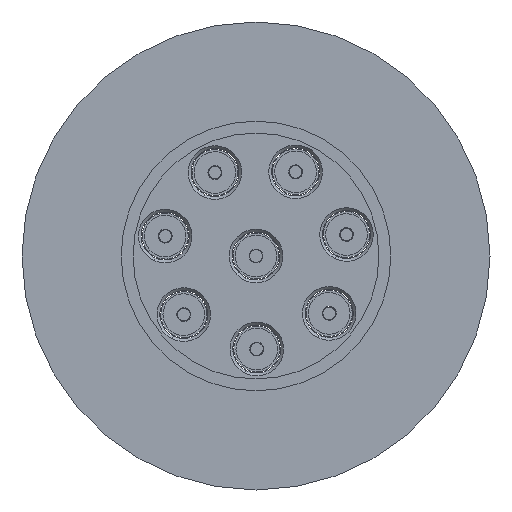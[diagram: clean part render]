
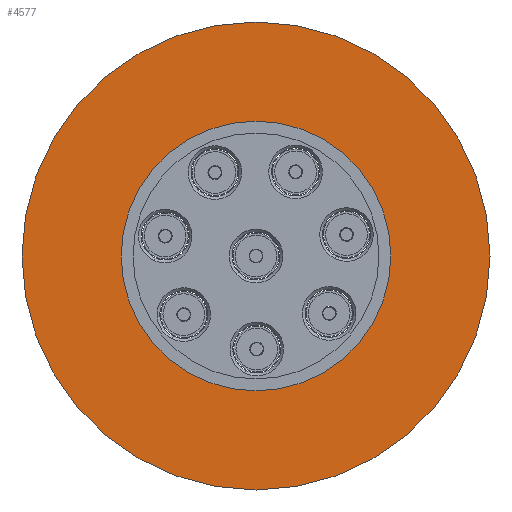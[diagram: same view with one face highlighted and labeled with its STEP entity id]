
A CAD part, front view. The second image highlights one B-rep face of the part: STEP entity #4577.
In plain terms, the highlighted planar face has unit normal (0, -1, 0).
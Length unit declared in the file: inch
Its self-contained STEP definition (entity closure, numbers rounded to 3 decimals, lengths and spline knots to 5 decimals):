
#43 = CARTESIAN_POINT ( 'NONE',  ( 0., 0., 0.34 ) ) ;
#172 = ORIENTED_EDGE ( 'NONE', *, *, #2423, .F. ) ;
#341 = FACE_OUTER_BOUND ( 'NONE', #3100, .T. ) ;
#436 = CARTESIAN_POINT ( 'NONE',  ( 0., 0., -0.34 ) ) ;
#597 = AXIS2_PLACEMENT_3D ( 'NONE', #3583, #4754, #1358 ) ;
#674 = DIRECTION ( 'NONE',  ( 0., 1., 0. ) ) ;
#896 = DIRECTION ( 'NONE',  ( 0., -1., 0. ) ) ;
#986 = AXIS2_PLACEMENT_3D ( 'NONE', #3474, #2701, #4276 ) ;
#1086 = VERTEX_POINT ( 'NONE', #1415 ) ;
#1226 = CIRCLE ( 'NONE', #597, 0.34 ) ;
#1358 = DIRECTION ( 'NONE',  ( 0., 0., -1. ) ) ;
#1415 = CARTESIAN_POINT ( 'NONE',  ( 0., 0., -0.59 ) ) ;
#1441 = CARTESIAN_POINT ( 'NONE',  ( -0.34, 0., 0. ) ) ;
#1443 = ORIENTED_EDGE ( 'NONE', *, *, #3367, .F. ) ;
#1976 = ORIENTED_EDGE ( 'NONE', *, *, #3907, .T. ) ;
#2037 = DIRECTION ( 'NONE',  ( 0., 0., -1. ) ) ;
#2038 = AXIS2_PLACEMENT_3D ( 'NONE', #1441, #674, #2586 ) ;
#2284 = AXIS2_PLACEMENT_3D ( 'NONE', #4643, #896, #2037 ) ;
#2423 = EDGE_CURVE ( 'NONE', #3417, #4048, #1226, .T. ) ;
#2471 = EDGE_LOOP ( 'NONE', ( #1443, #172 ) ) ;
#2540 = DIRECTION ( 'NONE',  ( 0., 0., -1. ) ) ;
#2586 = DIRECTION ( 'NONE',  ( 0., 0., 1. ) ) ;
#2606 = CIRCLE ( 'NONE', #4126, 0.59 ) ;
#2701 = DIRECTION ( 'NONE',  ( 0., -1., 0. ) ) ;
#3100 = EDGE_LOOP ( 'NONE', ( #1976, #3509 ) ) ;
#3367 = EDGE_CURVE ( 'NONE', #4048, #3417, #4472, .T. ) ;
#3417 = VERTEX_POINT ( 'NONE', #43 ) ;
#3474 = CARTESIAN_POINT ( 'NONE',  ( 0., 0., 0. ) ) ;
#3509 = ORIENTED_EDGE ( 'NONE', *, *, #4350, .T. ) ;
#3557 = CIRCLE ( 'NONE', #2284, 0.59 ) ;
#3583 = CARTESIAN_POINT ( 'NONE',  ( 0., 0., 0. ) ) ;
#3645 = DIRECTION ( 'NONE',  ( 0., -1., 0. ) ) ;
#3776 = CARTESIAN_POINT ( 'NONE',  ( 0., 0., 0.59 ) ) ;
#3907 = EDGE_CURVE ( 'NONE', #1086, #4187, #2606, .T. ) ;
#4048 = VERTEX_POINT ( 'NONE', #436 ) ;
#4126 = AXIS2_PLACEMENT_3D ( 'NONE', #4520, #3645, #2540 ) ;
#4187 = VERTEX_POINT ( 'NONE', #3776 ) ;
#4276 = DIRECTION ( 'NONE',  ( 0., 0., -1. ) ) ;
#4350 = EDGE_CURVE ( 'NONE', #4187, #1086, #3557, .T. ) ;
#4464 = PLANE ( 'NONE',  #2038 ) ;
#4472 = CIRCLE ( 'NONE', #986, 0.34 ) ;
#4520 = CARTESIAN_POINT ( 'NONE',  ( 0., 0., 0. ) ) ;
#4577 = ADVANCED_FACE ( 'NONE', ( #4861, #341 ), #4464, .F. ) ;
#4643 = CARTESIAN_POINT ( 'NONE',  ( 0., 0., 0. ) ) ;
#4754 = DIRECTION ( 'NONE',  ( 0., -1., 0. ) ) ;
#4861 = FACE_BOUND ( 'NONE', #2471, .T. ) ;
